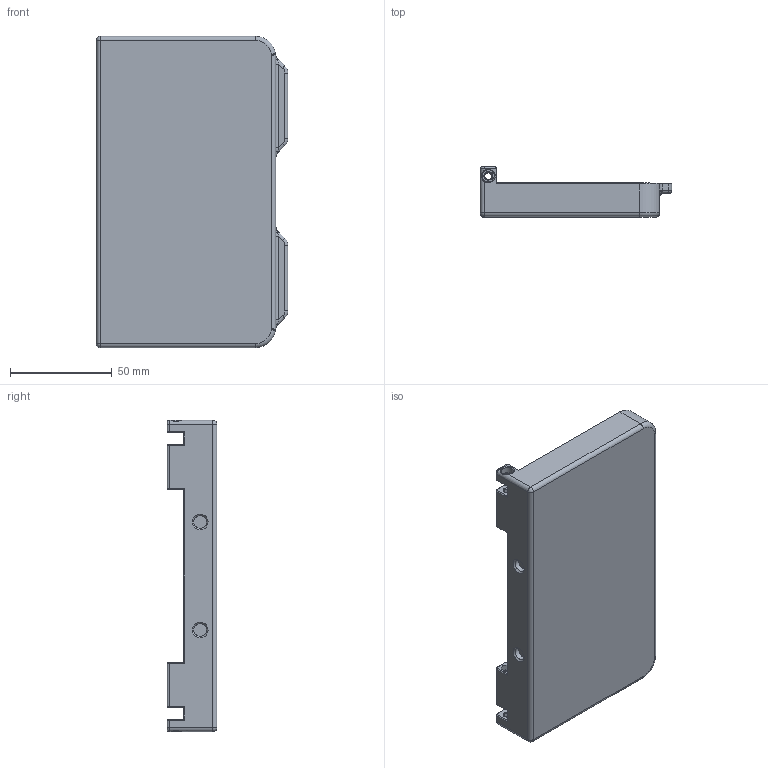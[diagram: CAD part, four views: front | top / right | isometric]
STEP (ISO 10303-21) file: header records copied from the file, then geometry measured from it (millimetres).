
FILE_DESCRIPTION(/* description */ (''),/* implementation_level */ '2;1');
FILE_NAME(/* name */ 'Box Concept 1.step',/* time_stamp */ '2021-03-20T19:20:57+01:00',/* author */ (''),/* organization */ (''),/* preprocessor_version */ 'ST-DEVELOPER v18.1',/* originating_system */ 'Autodesk Translation Framework v9.10.0.1330',/* authorisation */ '');
FILE_SCHEMA (('AUTOMOTIVE_DESIGN { 1 0 10303 214 3 1 1 }'));
Length unit declared in the file: millimetre
Products named in the file (1): FusionComponent
Bounding box: 94.4 x 24.6 x 153.2 mm (x, y, z)
Volume: 91322 mm3; surface area: 58986.1 mm2
Topology: 1 solids, 1 shells, 544 faces, 1276 edges, 679 vertices
Faces by surface type: cylinder 210, plane 184, bspline 100, cone 36, torus 12, sphere 2
Full cylindrical faces by diameter (mm): 3.5 x4, 6 x2, 6.2 x4
Entity records: 17446 total; most frequent: CARTESIAN_POINT 5570, DIRECTION 2533, ORIENTED_EDGE 2388, EDGE_CURVE 1194, AXIS2_PLACEMENT_3D 924, LINE 685, VECTOR 685, VERTEX_POINT 679
